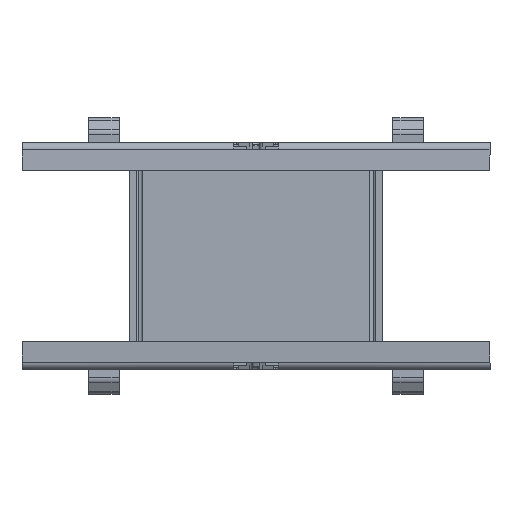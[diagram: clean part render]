
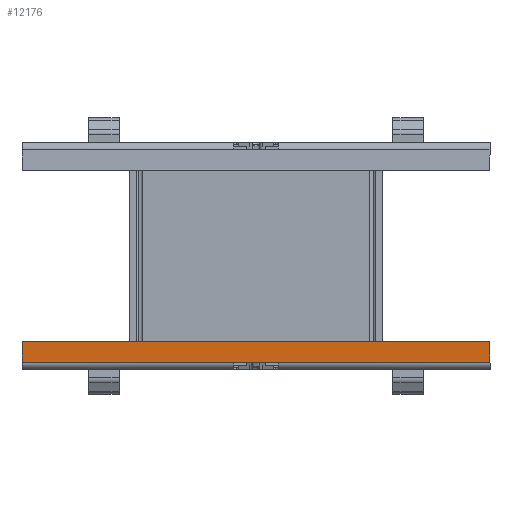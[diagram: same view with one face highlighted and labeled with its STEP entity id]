
A CAD part, front view. The second image highlights one B-rep face of the part: STEP entity #12176.
In plain terms, the highlighted face is planar.
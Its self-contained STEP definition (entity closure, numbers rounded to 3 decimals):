
#303 = PLANE ( 'NONE',  #11444 ) ;
#475 = CARTESIAN_POINT ( 'NONE',  ( 12., -0.629, -100. ) ) ;
#483 = VERTEX_POINT ( 'NONE', #2642 ) ;
#2000 = DIRECTION ( 'NONE',  ( 0., 0., -1. ) ) ;
#2147 = VERTEX_POINT ( 'NONE', #4488 ) ;
#2310 = CARTESIAN_POINT ( 'NONE',  ( 12., -0.629, 100. ) ) ;
#2342 = FACE_OUTER_BOUND ( 'NONE', #10719, .T. ) ;
#2435 = DIRECTION ( 'NONE',  ( 0.999, -0.052, 0. ) ) ;
#2515 = LINE ( 'NONE', #2310, #2842 ) ;
#2642 = CARTESIAN_POINT ( 'NONE',  ( 12., -0.629, 100. ) ) ;
#2842 = VECTOR ( 'NONE', #9632, 1000. ) ;
#3137 = CARTESIAN_POINT ( 'NONE',  ( 3.08, -0.161, -100. ) ) ;
#3513 = VERTEX_POINT ( 'NONE', #7785 ) ;
#4488 = CARTESIAN_POINT ( 'NONE',  ( 3.08, -0.161, 100. ) ) ;
#4966 = VECTOR ( 'NONE', #2000, 1000. ) ;
#5295 = LINE ( 'NONE', #8296, #4966 ) ;
#5839 = VECTOR ( 'NONE', #9915, 1000. ) ;
#6298 = CARTESIAN_POINT ( 'NONE',  ( 12., -0.629, 100. ) ) ;
#7035 = ORIENTED_EDGE ( 'NONE', *, *, #7902, .F. ) ;
#7155 = EDGE_CURVE ( 'NONE', #3513, #10543, #8616, .T. ) ;
#7785 = CARTESIAN_POINT ( 'NONE',  ( 12., -0.629, -100. ) ) ;
#7902 = EDGE_CURVE ( 'NONE', #483, #3513, #2515, .T. ) ;
#8247 = ORIENTED_EDGE ( 'NONE', *, *, #7155, .F. ) ;
#8296 = CARTESIAN_POINT ( 'NONE',  ( 3.08, -0.161, 100. ) ) ;
#8616 = LINE ( 'NONE', #475, #5839 ) ;
#8708 = DIRECTION ( 'NONE',  ( -0.052, -0.999, 0. ) ) ;
#9253 = ORIENTED_EDGE ( 'NONE', *, *, #13560, .T. ) ;
#9632 = DIRECTION ( 'NONE',  ( 0., 0., -1. ) ) ;
#9915 = DIRECTION ( 'NONE',  ( -0.999, 0.052, 0. ) ) ;
#10073 = VECTOR ( 'NONE', #13650, 1000. ) ;
#10522 = EDGE_CURVE ( 'NONE', #483, #2147, #12928, .T. ) ;
#10543 = VERTEX_POINT ( 'NONE', #3137 ) ;
#10719 = EDGE_LOOP ( 'NONE', ( #8247, #7035, #13441, #9253 ) ) ;
#11444 = AXIS2_PLACEMENT_3D ( 'NONE', #12927, #8708, #2435 ) ;
#12176 = ADVANCED_FACE ( 'NONE', ( #2342 ), #303, .T. ) ;
#12927 = CARTESIAN_POINT ( 'NONE',  ( 12., -0.629, 100. ) ) ;
#12928 = LINE ( 'NONE', #6298, #10073 ) ;
#13441 = ORIENTED_EDGE ( 'NONE', *, *, #10522, .T. ) ;
#13560 = EDGE_CURVE ( 'NONE', #2147, #10543, #5295, .T. ) ;
#13650 = DIRECTION ( 'NONE',  ( -0.999, 0.052, 0. ) ) ;
